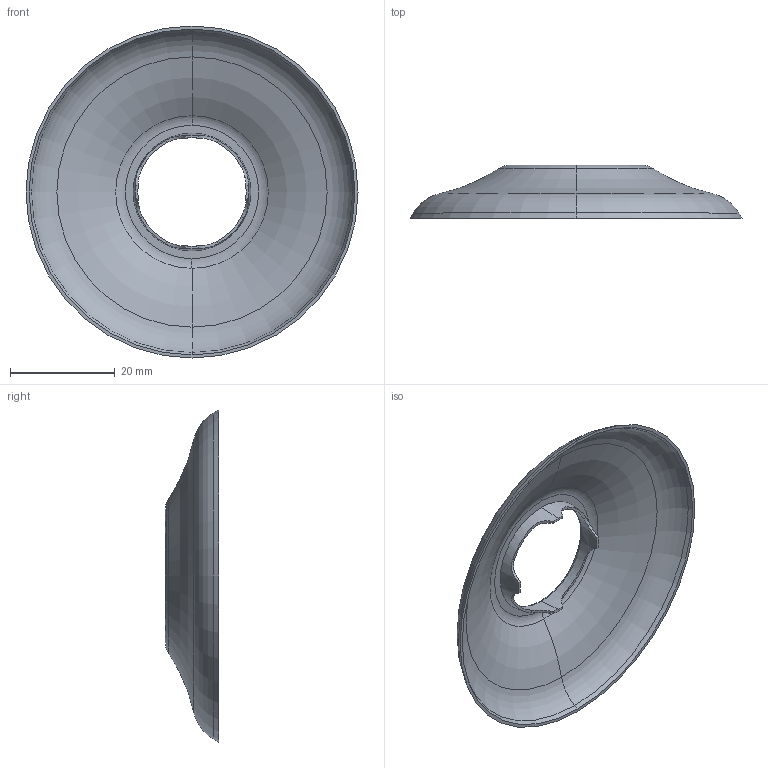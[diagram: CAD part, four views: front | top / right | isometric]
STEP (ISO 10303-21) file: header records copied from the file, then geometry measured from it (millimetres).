
FILE_DESCRIPTION((''),'2;1');
FILE_NAME('442_ASM','2021-06-16T11:11:33',('NSantos'),(''),'CREO PARAMETRIC BY PTC INC, 2018500','CREO PARAMETRIC BY PTC INC, 2018500','');
FILE_SCHEMA(('CONFIG_CONTROL_DESIGN'));
Length unit declared in the file: inch
Products named in the file (2): 50852; 442_ASM
Assembly tree (1 placements, depth 2):
  442_ASM
    50852
Bounding box: 63.5 x 10.16 x 63.5 mm (x, y, z)
Volume: 1734 mm3; surface area: 9953.2 mm2
Topology: 1 solids, 2 shells, 55 faces, 138 edges, 86 vertices
Faces by surface type: plane 19, torus 18, cone 10, cylinder 8
Entity records: 1841 total; most frequent: CARTESIAN_POINT 444, DIRECTION 298, ORIENTED_EDGE 272, EDGE_CURVE 138, AXIS2_PLACEMENT_3D 132, VERTEX_POINT 86, CIRCLE 72, EDGE_LOOP 58
